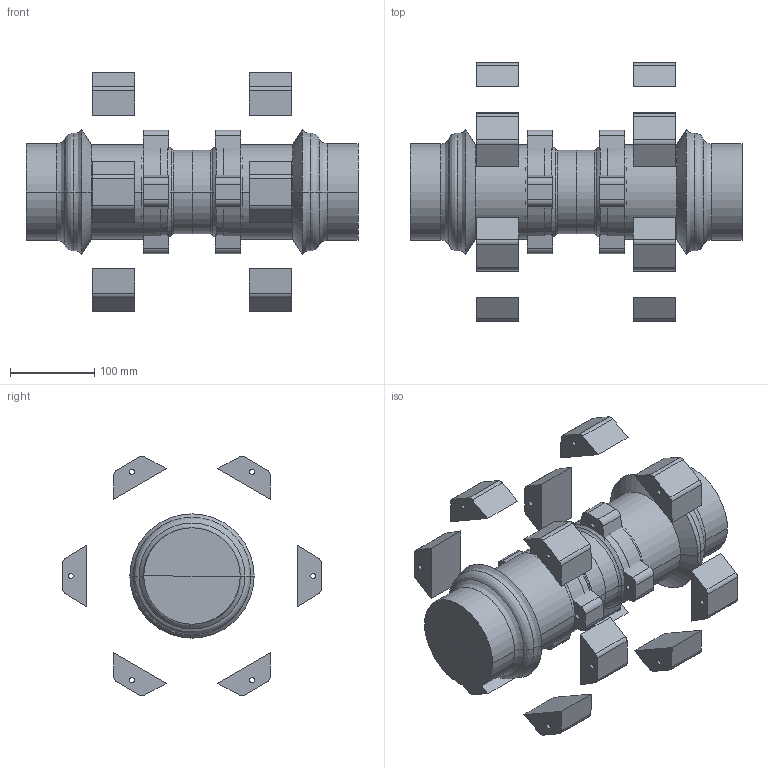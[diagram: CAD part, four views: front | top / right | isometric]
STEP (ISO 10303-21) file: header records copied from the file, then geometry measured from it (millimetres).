
FILE_DESCRIPTION(/* description */ (''),/* implementation_level */ '2;1');
FILE_NAME(/* name */ 'Plumbing_Joints_Aignep_Straight-Connector-90040-80-110-168-3DView-Preview',/* time_stamp */ '2025-08-20T22:15:33+03:00',/* author */ (''),/* organization */ (''),/* preprocessor_version */ 'ST-DEVELOPER v20',/* originating_system */ '',/* authorisation */ '');
FILE_SCHEMA (('AP242_MANAGED_MODEL_BASED_3D_ENGINEERING_MIM_LF { 1 0 10303 442 1 1 4 }'));
Length unit declared in the file: millimetre
Products named in the file (11): TopLevelAssembly; Joined Solid Geometry; Sweep; Sweep_1; Joined Solid Geometry_1; Sweep_2; Sweep_3; Extrusion; Model Lines; Model Lines_1; Model Lines_2
Assembly tree (10 placements, depth 2):
  TopLevelAssembly
    Joined Solid Geometry
    Sweep
    Sweep_1
    Joined Solid Geometry_1
    Sweep_2
    Sweep_3
    Extrusion
    Model Lines
    Model Lines_1
    Model Lines_2
Bounding box: 393 x 306 x 283.39 mm (x, y, z)
Volume: 4849128.1 mm3; surface area: 569954.4 mm2
Topology: 23 solids, 25 shells, 300 faces, 665 edges, 418 vertices
Faces by surface type: plane 142, cylinder 118, bspline 40
Entity records: 9133 total; most frequent: CARTESIAN_POINT 1864, DIRECTION 1499, ORIENTED_EDGE 1324, EDGE_CURVE 662, AXIS2_PLACEMENT_3D 553, VERTEX_POINT 412, LINE 393, VECTOR 393
